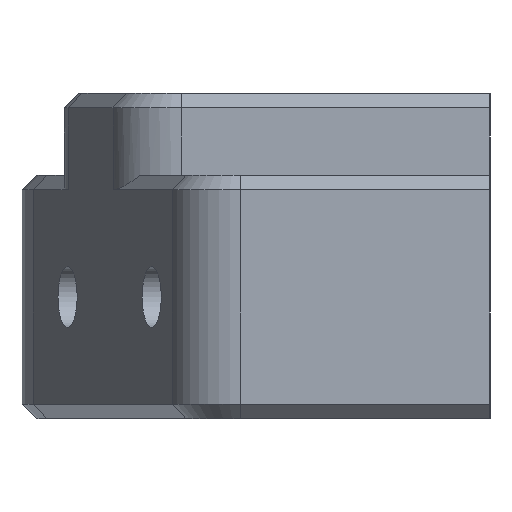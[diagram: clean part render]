
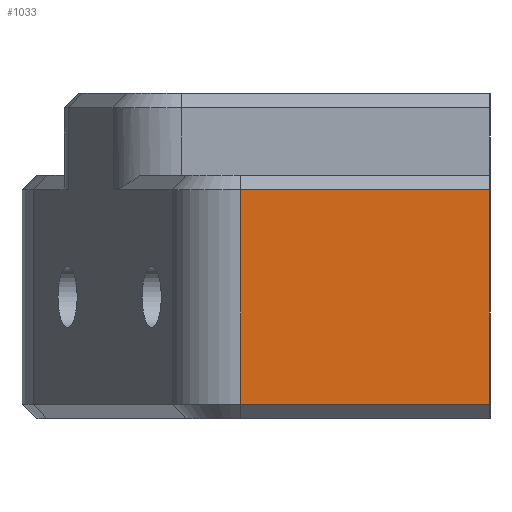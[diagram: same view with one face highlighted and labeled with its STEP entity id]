
A CAD part, left-side view. The second image highlights one B-rep face of the part: STEP entity #1033.
In plain terms, the highlighted planar face has unit normal (-1, 0, 0).
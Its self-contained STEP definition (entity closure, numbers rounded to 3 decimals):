
#123=FACE_OUTER_BOUND('',#195,.T.);
#195=EDGE_LOOP('',(#790,#791,#792,#793));
#257=LINE('',#1561,#356);
#258=LINE('',#1564,#357);
#291=LINE('',#1691,#390);
#292=LINE('',#1693,#391);
#356=VECTOR('',#1226,8.9);
#357=VECTOR('',#1229,10.34);
#390=VECTOR('',#1350,10.34);
#391=VECTOR('',#1353,8.9);
#448=VERTEX_POINT('',#1549);
#453=VERTEX_POINT('',#1559);
#454=VERTEX_POINT('',#1563);
#504=VERTEX_POINT('',#1687);
#547=EDGE_CURVE('',#448,#453,#257,.T.);
#548=EDGE_CURVE('',#448,#454,#258,.T.);
#610=EDGE_CURVE('',#504,#453,#291,.T.);
#611=EDGE_CURVE('',#454,#504,#292,.T.);
#790=ORIENTED_EDGE('',*,*,#548,.F.);
#791=ORIENTED_EDGE('',*,*,#547,.T.);
#792=ORIENTED_EDGE('',*,*,#610,.F.);
#793=ORIENTED_EDGE('',*,*,#611,.F.);
#991=PLANE('',#1140);
#1033=ADVANCED_FACE('',(#123),#991,.T.);
#1140=AXIS2_PLACEMENT_3D('',#1692,#1351,#1352);
#1226=DIRECTION('',(0.,0.,1.));
#1229=DIRECTION('',(0.,1.,0.));
#1350=DIRECTION('',(0.,-1.,0.));
#1351=DIRECTION('center_axis',(-1.,0.,0.));
#1352=DIRECTION('ref_axis',(0.,1.,0.));
#1353=DIRECTION('',(0.,0.,1.));
#1549=CARTESIAN_POINT('',(-22.15,10.,-108.4));
#1559=CARTESIAN_POINT('',(-22.15,10.,-99.5));
#1561=CARTESIAN_POINT('',(-22.15,10.,-108.4));
#1563=CARTESIAN_POINT('',(-22.15,20.34,-108.4));
#1564=CARTESIAN_POINT('',(-22.15,10.,-108.4));
#1687=CARTESIAN_POINT('',(-22.15,20.34,-99.5));
#1691=CARTESIAN_POINT('',(-22.15,20.34,-99.5));
#1692=CARTESIAN_POINT('Origin',(-22.15,10.,-109.));
#1693=CARTESIAN_POINT('',(-22.15,20.34,-108.4));
